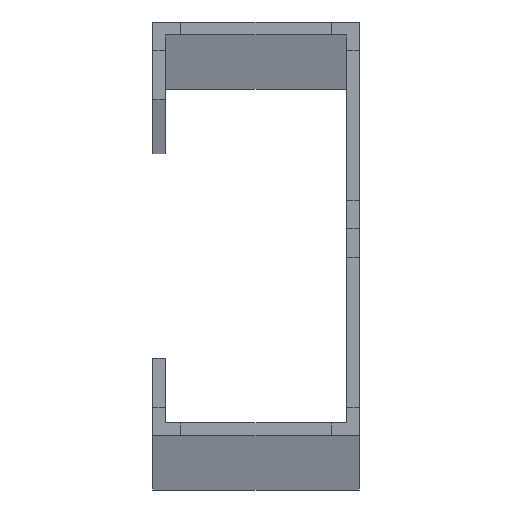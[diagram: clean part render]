
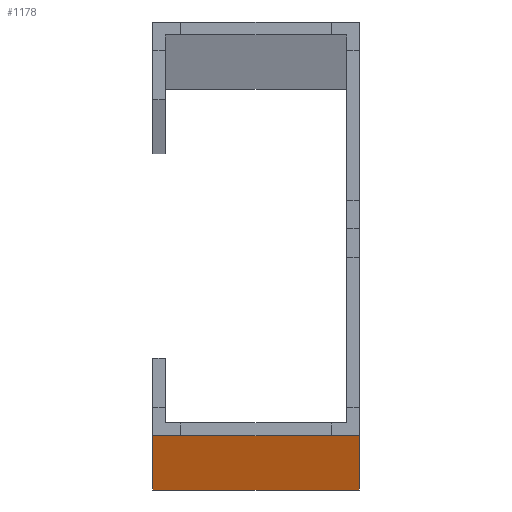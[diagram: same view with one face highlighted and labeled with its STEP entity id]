
A CAD part, top view. The second image highlights one B-rep face of the part: STEP entity #1178.
In plain terms, the highlighted planar face has unit normal (0, -1, 0).
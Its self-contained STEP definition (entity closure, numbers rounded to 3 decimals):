
#6 = CARTESIAN_POINT ( 'NONE',  ( -14.5, -40., -3000. ) ) ;
#74 = DIRECTION ( 'NONE',  ( 1., 0., 0. ) ) ;
#79 = VERTEX_POINT ( 'NONE', #438 ) ;
#101 = ORIENTED_EDGE ( 'NONE', *, *, #1536, .F. ) ;
#125 = VECTOR ( 'NONE', #1192, 1000. ) ;
#246 = CARTESIAN_POINT ( 'NONE',  ( -14.5, -40., 3000. ) ) ;
#302 = CARTESIAN_POINT ( 'NONE',  ( 14.5, -40., -3000. ) ) ;
#306 = CARTESIAN_POINT ( 'NONE',  ( 20., -40., 3000. ) ) ;
#307 = VECTOR ( 'NONE', #1521, 1000. ) ;
#330 = LINE ( 'NONE', #1011, #1074 ) ;
#349 = CARTESIAN_POINT ( 'NONE',  ( -14.5, -40., 3000. ) ) ;
#422 = DIRECTION ( 'NONE',  ( 0., 0., -1. ) ) ;
#438 = CARTESIAN_POINT ( 'NONE',  ( 20., -40., -3000. ) ) ;
#472 = VERTEX_POINT ( 'NONE', #302 ) ;
#485 = CARTESIAN_POINT ( 'NONE',  ( 20., -40., -3000. ) ) ;
#486 = LINE ( 'NONE', #1663, #1395 ) ;
#533 = EDGE_LOOP ( 'NONE', ( #1139, #578, #780, #633, #1652, #1489, #1028, #101 ) ) ;
#578 = ORIENTED_EDGE ( 'NONE', *, *, #603, .T. ) ;
#591 = DIRECTION ( 'NONE',  ( 0., 0., 1. ) ) ;
#603 = EDGE_CURVE ( 'NONE', #472, #79, #330, .T. ) ;
#615 = VECTOR ( 'NONE', #422, 1000. ) ;
#633 = ORIENTED_EDGE ( 'NONE', *, *, #1330, .F. ) ;
#636 = VERTEX_POINT ( 'NONE', #349 ) ;
#648 = CARTESIAN_POINT ( 'NONE',  ( 20., -40., 3000. ) ) ;
#653 = EDGE_CURVE ( 'NONE', #636, #1492, #1163, .T. ) ;
#668 = LINE ( 'NONE', #306, #125 ) ;
#725 = CARTESIAN_POINT ( 'NONE',  ( 20., -40., 3000. ) ) ;
#734 = CARTESIAN_POINT ( 'NONE',  ( 20., -40., 3000. ) ) ;
#736 = DIRECTION ( 'NONE',  ( 0., 1., 0. ) ) ;
#764 = DIRECTION ( 'NONE',  ( -1., 0., 0. ) ) ;
#765 = EDGE_CURVE ( 'NONE', #636, #890, #1414, .T. ) ;
#767 = CARTESIAN_POINT ( 'NONE',  ( 20., -40., 3000. ) ) ;
#780 = ORIENTED_EDGE ( 'NONE', *, *, #1051, .F. ) ;
#787 = VERTEX_POINT ( 'NONE', #796 ) ;
#796 = CARTESIAN_POINT ( 'NONE',  ( -20., -40., -3000. ) ) ;
#828 = CARTESIAN_POINT ( 'NONE',  ( 14.5, -40., 3000. ) ) ;
#839 = EDGE_CURVE ( 'NONE', #890, #787, #1618, .T. ) ;
#866 = FACE_OUTER_BOUND ( 'NONE', #533, .T. ) ;
#890 = VERTEX_POINT ( 'NONE', #1205 ) ;
#999 = PLANE ( 'NONE',  #1557 ) ;
#1011 = CARTESIAN_POINT ( 'NONE',  ( 14.5, -40., -3000. ) ) ;
#1028 = ORIENTED_EDGE ( 'NONE', *, *, #839, .T. ) ;
#1051 = EDGE_CURVE ( 'NONE', #1591, #79, #668, .T. ) ;
#1074 = VECTOR ( 'NONE', #74, 1000. ) ;
#1099 = LINE ( 'NONE', #485, #307 ) ;
#1125 = EDGE_CURVE ( 'NONE', #1277, #472, #486, .T. ) ;
#1132 = VECTOR ( 'NONE', #764, 1000. ) ;
#1139 = ORIENTED_EDGE ( 'NONE', *, *, #1125, .T. ) ;
#1163 = LINE ( 'NONE', #648, #1269 ) ;
#1178 = ADVANCED_FACE ( 'NONE', ( #866 ), #999, .F. ) ;
#1192 = DIRECTION ( 'NONE',  ( 0., 0., -1. ) ) ;
#1205 = CARTESIAN_POINT ( 'NONE',  ( -20., -40., 3000. ) ) ;
#1269 = VECTOR ( 'NONE', #1566, 1000. ) ;
#1277 = VERTEX_POINT ( 'NONE', #6 ) ;
#1303 = LINE ( 'NONE', #767, #1619 ) ;
#1323 = CARTESIAN_POINT ( 'NONE',  ( -20., -40., 3000. ) ) ;
#1330 = EDGE_CURVE ( 'NONE', #1492, #1591, #1303, .T. ) ;
#1395 = VECTOR ( 'NONE', #1529, 1000. ) ;
#1414 = LINE ( 'NONE', #246, #1132 ) ;
#1489 = ORIENTED_EDGE ( 'NONE', *, *, #765, .T. ) ;
#1492 = VERTEX_POINT ( 'NONE', #828 ) ;
#1521 = DIRECTION ( 'NONE',  ( -1., 0., 0. ) ) ;
#1529 = DIRECTION ( 'NONE',  ( 1., 0., 0. ) ) ;
#1536 = EDGE_CURVE ( 'NONE', #1277, #787, #1099, .T. ) ;
#1545 = DIRECTION ( 'NONE',  ( 1., 0., 0. ) ) ;
#1557 = AXIS2_PLACEMENT_3D ( 'NONE', #725, #736, #591 ) ;
#1566 = DIRECTION ( 'NONE',  ( 1., 0., 0. ) ) ;
#1591 = VERTEX_POINT ( 'NONE', #734 ) ;
#1618 = LINE ( 'NONE', #1323, #615 ) ;
#1619 = VECTOR ( 'NONE', #1545, 1000. ) ;
#1652 = ORIENTED_EDGE ( 'NONE', *, *, #653, .F. ) ;
#1663 = CARTESIAN_POINT ( 'NONE',  ( 20., -40., -3000. ) ) ;
